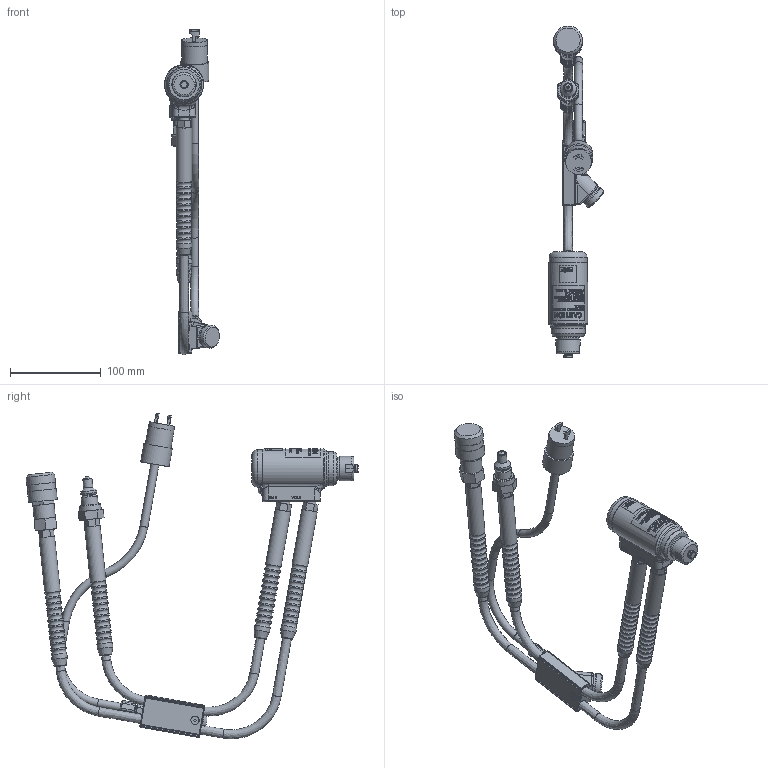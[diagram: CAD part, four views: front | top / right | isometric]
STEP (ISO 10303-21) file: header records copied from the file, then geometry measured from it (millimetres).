
FILE_DESCRIPTION(/* description */ (''),/* implementation_level */ '2;1');
FILE_NAME(/* name */ 'SFBTT8_99-7930_CLR.stp',/* time_stamp */ '2024-04-02T15:56:57-04:00',/* author */ (''),/* organization */ (''),/* preprocessor_version */ 'ST-DEVELOPER v18.102',/* originating_system */ 'SIEMENS PLM Software NX2206.5001',/* authorisation */ '');
FILE_SCHEMA (('AP203_CONFIGURATION_CONTROLLED_3D_DESIGN_OF_MECHANICAL_PARTS_AND_ASSEMBLIES_MIM_LF { 1 0 10303 403 2 1 2}'));
Products named in the file (1): SFBTT8_99-7930_CLR
Bounding box: 60.64 x 365.84 x 358.62 mm (x, y, z)
Volume: 486748.8 mm3; surface area: 122224.1 mm2
Topology: 88 solids, 88 shells, 2771 faces, 7077 edges, 4650 vertices
Faces by surface type: plane 1462, extrusion 940, cylinder 183, torus 93, cone 39, bspline 39, sphere 10, revolution 5
Full cylindrical faces by diameter (mm): 8.674 x1, 8.763 x3, 10.16 x1, 10.858 x1, 11.1 x1, 15.24 x1, 15.875 x1, 17.145 x45, 17.78 x2, 19.05 x1, 22.2 x1, 23.368 x1, 23.495 x1, 23.8 x1, 25.082 x1, 25.324 x1, 26.924 x1, 28.423 x1, 28.448 x1, 30.48 x1, 31.75 x3, 32.944 x1, 33.096 x2, 37.465 x1, 43.18 x1
Entity records: 105054 total; most frequent: CARTESIAN_POINT 46261, ORIENTED_EDGE 13552, DIRECTION 7802, EDGE_CURVE 6776, B_SPLINE_CURVE_WITH_KNOTS 4891, VERTEX_POINT 4559, VECTOR 3275, EDGE_LOOP 3213
